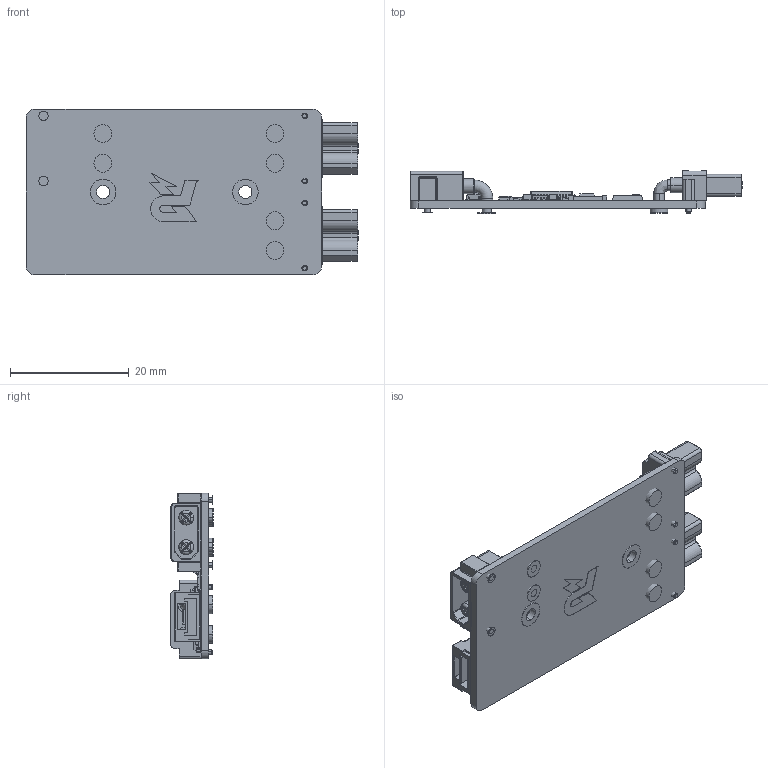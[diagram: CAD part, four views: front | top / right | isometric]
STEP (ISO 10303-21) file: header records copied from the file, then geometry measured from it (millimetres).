
FILE_DESCRIPTION((''),'2;1');
FILE_NAME('BC_RM_PP000238_01_ASM','2020-08-04T',('vicky.chen'),(''),'CREO PARAMETRIC BY PTC INC, 2015200','CREO PARAMETRIC BY PTC INC, 2015200','');
FILE_SCHEMA(('CONFIG_CONTROL_DESIGN'));
Products named in the file (35): DRB_1_1; XT30PW-F_SJ_1_2; MR30PW-F20__V01_1_2; XT30__-_3_____1_2; XT30PW-F_1_2_ASM; USER_LIBRARY-XT30PW-M; SM04B-GHS-TB; HOLE_PC4P2DC2P2; TP_C1; QRCODE_3P5X3P5; C0201_B; R0805; R0201; R2512_S; R0402; L0402_B; SOD-523_2-1P2X0P8-0P65; C0402_B; C0603; C0201_A; C0402; C0402_D; C0201; SOT-23_3-1P9-3X1P4-1P2; SOT-23_3-1P9-3X1P4-1P11; LED_4-1P6X0P8-0P7; X3225; SOT-23_5-0P95-3P05X1P75-1P45; GH_4-1P25-8P25X4P05-4P35_H; SOT-363_6-0P65-2P25X1P35-1P1; VSON_8-1P27-5X5-1; DFN_9-0P65-3X3-1-H2P4X1P65; QFP_48-0P5-7P2X7P2-1P6; 3D_FQ1702_DZ_SP0001_V1_0428A_20_ASM; BC_RM_PP000238_01_ASM
Assembly tree (108 placements, depth 3):
  BC_RM_PP000238_01_ASM
    DRB_1_1
    XT30PW-F_1_2_ASM  x2
      XT30PW-F_SJ_1_2
      MR30PW-F20__V01_1_2
      XT30__-_3_____1_2
    USER_LIBRARY-XT30PW-M
    SM04B-GHS-TB
    3D_FQ1702_DZ_SP0001_V1_0428A_20_ASM
      HOLE_PC4P2DC2P2  x2
      TP_C1  x12
      QRCODE_3P5X3P5
      C0201_B  x5
      R0805
      R0201  x7
      R2512_S
      R0402  x21
      L0402_B  x3
      SOD-523_2-1P2X0P8-0P65  x2
      C0402_B  x5
      C0603  x2
      C0201_A  x3
      C0402  x11
      C0402_D
      C0201  x9
      SOT-23_3-1P9-3X1P4-1P2
      SOT-23_3-1P9-3X1P4-1P11
      LED_4-1P6X0P8-0P7
      X3225
      SOT-23_5-0P95-3P05X1P75-1P45
      GH_4-1P25-8P25X4P05-4P35_H
      SOT-363_6-0P65-2P25X1P35-1P1  x2
      VSON_8-1P27-5X5-1
      DFN_9-0P65-3X3-1-H2P4X1P65
      QFP_48-0P5-7P2X7P2-1P6
Bounding box: 56 x 7.25 x 28 mm (x, y, z)
Volume: 3166.7 mm3; surface area: 7097 mm2
Topology: 114 solids, 114 shells, 3893 faces, 9857 edges, 6449 vertices
Faces by surface type: plane 2813, cylinder 860, cone 60, torus 54, bspline 44, extrusion 42, sphere 20
Entity records: 105883 total; most frequent: CARTESIAN_POINT 18694, DIRECTION 12473, ORIENTED_EDGE 12392, PRESENTATION_STYLE_ASSIGNMENT 6883, STYLED_ITEM 6282, EDGE_CURVE 6196, CURVE_STYLE 5695, VECTOR 4721
